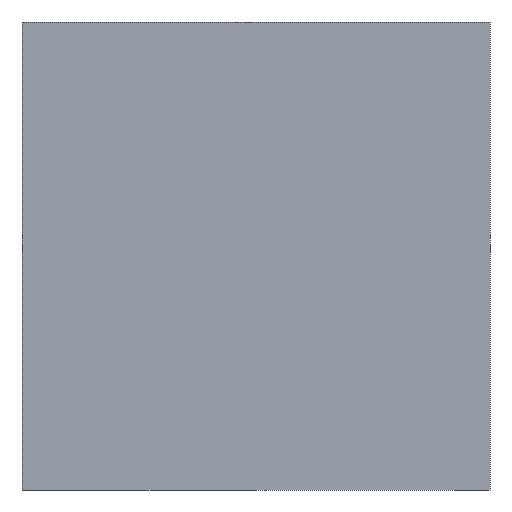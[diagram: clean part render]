
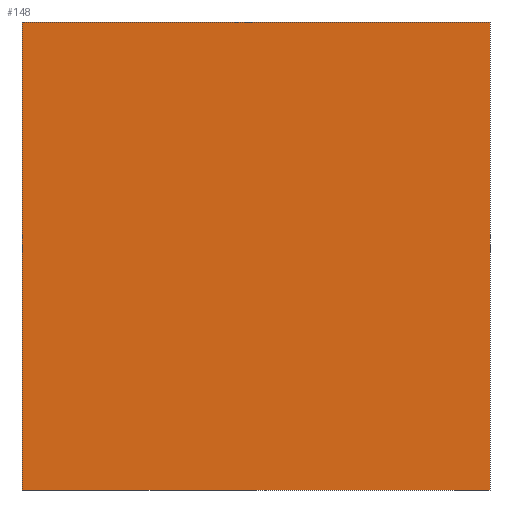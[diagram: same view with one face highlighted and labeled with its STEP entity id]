
A CAD part, left-side view. The second image highlights one B-rep face of the part: STEP entity #148.
In plain terms, the highlighted planar face has unit normal (-1, 0, 0).
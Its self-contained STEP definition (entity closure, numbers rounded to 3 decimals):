
#6 = LINE ( 'NONE', #177, #202 ) ;
#11 = EDGE_LOOP ( 'NONE', ( #289, #39, #133, #303 ) ) ;
#21 = CARTESIAN_POINT ( 'NONE',  ( -50., 0., 50. ) ) ;
#34 = EDGE_CURVE ( 'NONE', #222, #167, #6, .T. ) ;
#39 = ORIENTED_EDGE ( 'NONE', *, *, #34, .F. ) ;
#41 = LINE ( 'NONE', #136, #144 ) ;
#47 = CARTESIAN_POINT ( 'NONE',  ( -50., 0., -50. ) ) ;
#49 = EDGE_CURVE ( 'NONE', #158, #268, #124, .T. ) ;
#91 = VECTOR ( 'NONE', #104, 1000. ) ;
#101 = CARTESIAN_POINT ( 'NONE',  ( -50., 100., -50. ) ) ;
#104 = DIRECTION ( 'NONE',  ( 0., -1., 0. ) ) ;
#112 = FACE_OUTER_BOUND ( 'NONE', #11, .T. ) ;
#124 = LINE ( 'NONE', #101, #91 ) ;
#133 = ORIENTED_EDGE ( 'NONE', *, *, #206, .F. ) ;
#136 = CARTESIAN_POINT ( 'NONE',  ( -50., 100., 50. ) ) ;
#144 = VECTOR ( 'NONE', #285, 1000. ) ;
#148 = ADVANCED_FACE ( 'NONE', ( #112 ), #157, .F. ) ;
#156 = VECTOR ( 'NONE', #214, 1000. ) ;
#157 = PLANE ( 'NONE',  #310 ) ;
#158 = VERTEX_POINT ( 'NONE', #209 ) ;
#167 = VERTEX_POINT ( 'NONE', #180 ) ;
#177 = CARTESIAN_POINT ( 'NONE',  ( -50., 100., 50. ) ) ;
#180 = CARTESIAN_POINT ( 'NONE',  ( -50., 0., 50. ) ) ;
#186 = DIRECTION ( 'NONE',  ( 0., 0., -1. ) ) ;
#202 = VECTOR ( 'NONE', #273, 1000. ) ;
#206 = EDGE_CURVE ( 'NONE', #158, #222, #41, .T. ) ;
#209 = CARTESIAN_POINT ( 'NONE',  ( -50., 100., -50. ) ) ;
#214 = DIRECTION ( 'NONE',  ( 0., 0., 1. ) ) ;
#222 = VERTEX_POINT ( 'NONE', #262 ) ;
#230 = EDGE_CURVE ( 'NONE', #268, #167, #237, .T. ) ;
#237 = LINE ( 'NONE', #21, #156 ) ;
#260 = CARTESIAN_POINT ( 'NONE',  ( -50., 100., 50. ) ) ;
#262 = CARTESIAN_POINT ( 'NONE',  ( -50., 100., 50. ) ) ;
#268 = VERTEX_POINT ( 'NONE', #47 ) ;
#273 = DIRECTION ( 'NONE',  ( 0., -1., 0. ) ) ;
#285 = DIRECTION ( 'NONE',  ( 0., 0., 1. ) ) ;
#289 = ORIENTED_EDGE ( 'NONE', *, *, #230, .T. ) ;
#303 = ORIENTED_EDGE ( 'NONE', *, *, #49, .T. ) ;
#306 = DIRECTION ( 'NONE',  ( 1., 0., 0. ) ) ;
#310 = AXIS2_PLACEMENT_3D ( 'NONE', #260, #306, #186 ) ;
